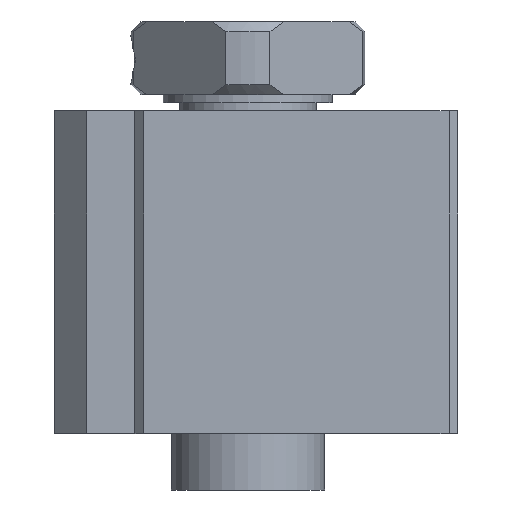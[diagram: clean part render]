
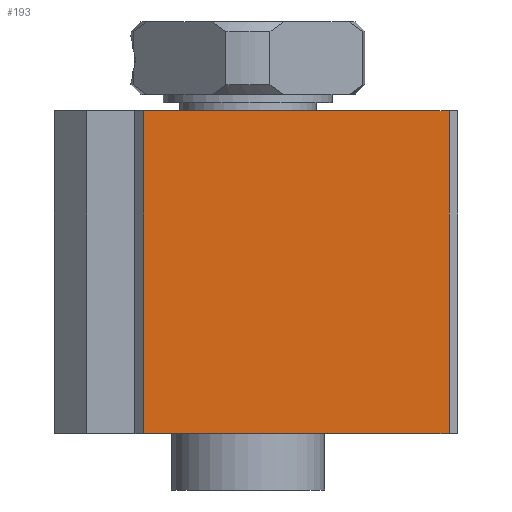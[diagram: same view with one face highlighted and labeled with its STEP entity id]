
A CAD part, left-side view. The second image highlights one B-rep face of the part: STEP entity #193.
In plain terms, the highlighted planar face has unit normal (-1, 0, 0).
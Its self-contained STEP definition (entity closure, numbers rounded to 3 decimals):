
#193 = ADVANCED_FACE( '', ( #301 ), #302, .T. );
#301 = FACE_OUTER_BOUND( '', #487, .T. );
#302 = PLANE( '', #488 );
#487 = EDGE_LOOP( '', ( #809, #810, #811, #812 ) );
#488 = AXIS2_PLACEMENT_3D( '', #813, #814, #815 );
#809 = ORIENTED_EDGE( '', *, *, #1184, .F. );
#810 = ORIENTED_EDGE( '', *, *, #1198, .F. );
#811 = ORIENTED_EDGE( '', *, *, #1165, .T. );
#812 = ORIENTED_EDGE( '', *, *, #1214, .T. );
#813 = CARTESIAN_POINT( '', ( -21., 6.46, -20. ) );
#814 = DIRECTION( '', ( -1., 0., 0. ) );
#815 = DIRECTION( '', ( 0., 0., 1. ) );
#1165 = EDGE_CURVE( '', #1351, #1352, #1353, .T. );
#1184 = EDGE_CURVE( '', #1388, #1390, #1391, .T. );
#1198 = EDGE_CURVE( '', #1351, #1388, #1416, .T. );
#1214 = EDGE_CURVE( '', #1352, #1390, #1436, .T. );
#1351 = VERTEX_POINT( '', #1648 );
#1352 = VERTEX_POINT( '', #1649 );
#1353 = LINE( '', #1650, #1651 );
#1388 = VERTEX_POINT( '', #1700 );
#1390 = VERTEX_POINT( '', #1703 );
#1391 = LINE( '', #1704, #1705 );
#1416 = LINE( '', #1742, #1743 );
#1436 = LINE( '', #1774, #1775 );
#1648 = CARTESIAN_POINT( '', ( -21., 6.46, -20. ) );
#1649 = CARTESIAN_POINT( '', ( -21., -12.46, -20. ) );
#1650 = CARTESIAN_POINT( '', ( -21., 6.46, -20. ) );
#1651 = VECTOR( '', #2011, 1000. );
#1700 = CARTESIAN_POINT( '', ( -21., 6.46, 0. ) );
#1703 = CARTESIAN_POINT( '', ( -21., -12.46, 0. ) );
#1704 = CARTESIAN_POINT( '', ( -21., 6.46, 0. ) );
#1705 = VECTOR( '', #2036, 1000. );
#1742 = CARTESIAN_POINT( '', ( -21., 6.46, -20. ) );
#1743 = VECTOR( '', #2052, 1000. );
#1774 = CARTESIAN_POINT( '', ( -21., -12.46, -20. ) );
#1775 = VECTOR( '', #2076, 1000. );
#2011 = DIRECTION( '', ( 0., -1., 0. ) );
#2036 = DIRECTION( '', ( 0., -1., 0. ) );
#2052 = DIRECTION( '', ( 0., 0., 1. ) );
#2076 = DIRECTION( '', ( 0., 0., 1. ) );
